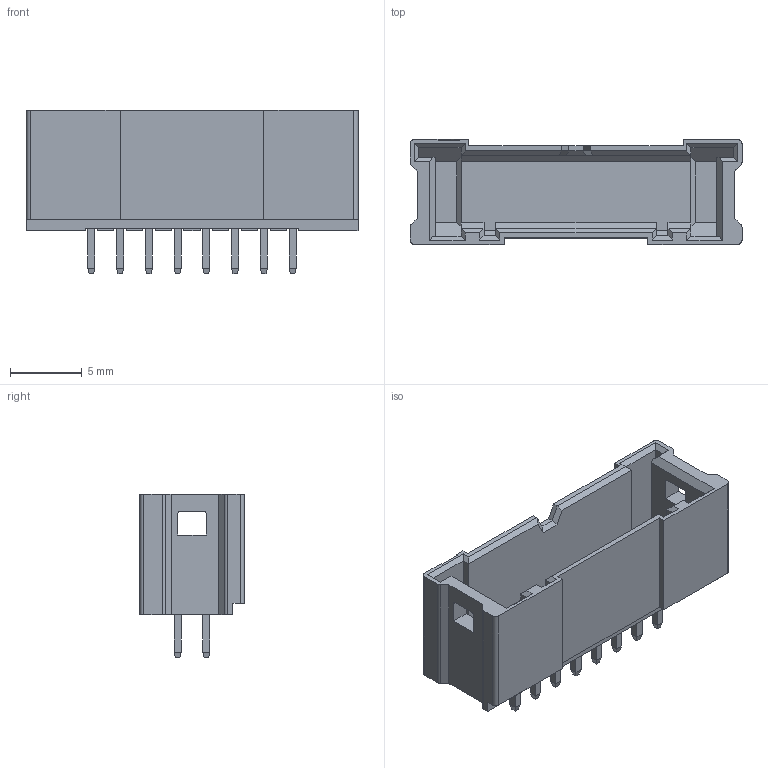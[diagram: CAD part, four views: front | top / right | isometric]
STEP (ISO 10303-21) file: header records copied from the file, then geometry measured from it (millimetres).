
FILE_DESCRIPTION(('Creo Elements/Direct Modeling STEP Export'),'2;1');
FILE_NAME('DF51A-16DP-2DSA.stp','2018-06-11T14:25:57',(''),(''),'Creo Elements/Direct Modeling STEP processor for AP214 (Solid Model)','Creo Elements/Direct Modeling 19.0F 14-Feb-2017 (C) Parametric Technology GmbH','');
FILE_SCHEMA(('AUTOMOTIVE_DESIGN { 1 0 10303 214 1 1 1 1 }'));
Length unit declared in the file: millimetre
Products named in the file (2): DF51A-16DP-2DSA
Assembly tree (1 placements, depth 2):
  DF51A-16DP-2DSA
    DF51A-16DP-2DSA
Bounding box: 23.1 x 7.3 x 11.4 mm (x, y, z)
Volume: 561.6 mm3; surface area: 1350.2 mm2
Topology: 1 solids, 1 shells, 384 faces, 947 edges, 602 vertices
Faces by surface type: plane 372, cylinder 12
Entity records: 10956 total; most frequent: CARTESIAN_POINT 1911, ORIENTED_EDGE 1894, DIRECTION 1707, EDGE_CURVE 947, VECTOR 911, LINE 911, VERTEX_POINT 602, EDGE_LOOP 425
